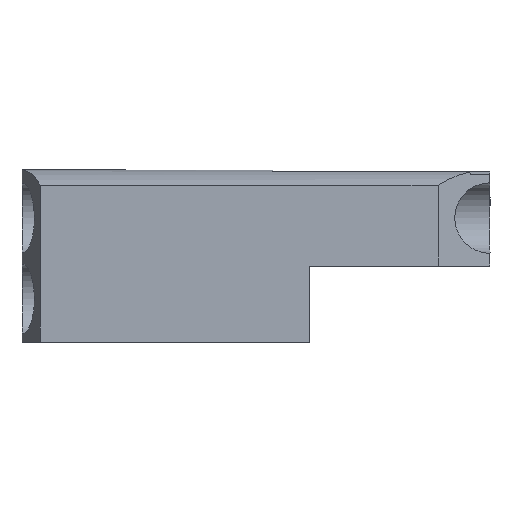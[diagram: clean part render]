
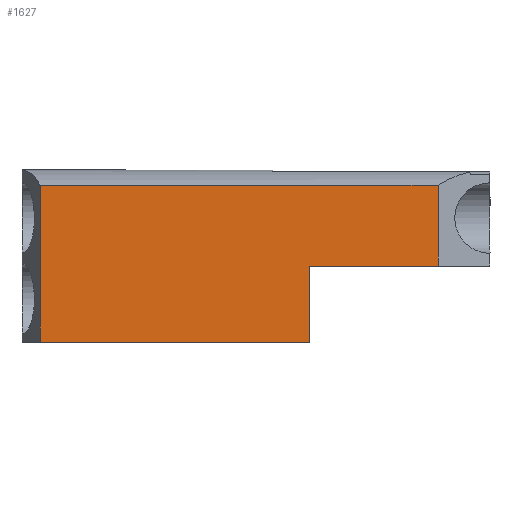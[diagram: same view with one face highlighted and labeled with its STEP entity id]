
A CAD part, front view. The second image highlights one B-rep face of the part: STEP entity #1627.
In plain terms, the highlighted planar face has unit normal (0, -1, 0).
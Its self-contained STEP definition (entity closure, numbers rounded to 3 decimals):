
#79=PLANE('',#1830);
#176=FACE_OUTER_BOUND('',#266,.T.);
#266=EDGE_LOOP('',(#1415,#1416,#1417,#1418,#1419,#1420));
#296=LINE('',#2483,#394);
#309=LINE('',#2530,#407);
#311=LINE('',#2546,#409);
#357=LINE('',#3355,#455);
#361=LINE('',#3366,#459);
#362=LINE('',#3367,#460);
#394=VECTOR('',#1976,1.);
#407=VECTOR('',#2023,1.);
#409=VECTOR('',#2039,1.);
#455=VECTOR('',#2271,1.);
#459=VECTOR('',#2281,1.);
#460=VECTOR('',#2282,1.);
#640=VERTEX_POINT('',#2479);
#642=VERTEX_POINT('',#2482);
#659=VERTEX_POINT('',#2528);
#666=VERTEX_POINT('',#2544);
#740=VERTEX_POINT('',#3354);
#744=VERTEX_POINT('',#3365);
#817=EDGE_CURVE('',#642,#640,#296,.T.);
#841=EDGE_CURVE('',#659,#640,#309,.T.);
#849=EDGE_CURVE('',#659,#666,#311,.T.);
#972=EDGE_CURVE('',#642,#740,#357,.T.);
#978=EDGE_CURVE('',#744,#666,#361,.T.);
#979=EDGE_CURVE('',#740,#744,#362,.T.);
#1415=ORIENTED_EDGE('',*,*,#978,.F.);
#1416=ORIENTED_EDGE('',*,*,#979,.F.);
#1417=ORIENTED_EDGE('',*,*,#972,.F.);
#1418=ORIENTED_EDGE('',*,*,#817,.T.);
#1419=ORIENTED_EDGE('',*,*,#841,.F.);
#1420=ORIENTED_EDGE('',*,*,#849,.T.);
#1627=ADVANCED_FACE('',(#176),#79,.F.);
#1830=AXIS2_PLACEMENT_3D('',#3364,#2279,#2280);
#1976=DIRECTION('',(0.,0.,-1.));
#2023=DIRECTION('',(-1.,0.,0.));
#2039=DIRECTION('',(0.,0.,1.));
#2271=DIRECTION('',(1.,0.,0.));
#2279=DIRECTION('center_axis',(0.,1.,0.));
#2280=DIRECTION('ref_axis',(0.,0.,1.));
#2281=DIRECTION('',(-1.,0.,0.));
#2282=DIRECTION('',(0.,0.,-1.));
#2479=CARTESIAN_POINT('',(-0.925,-4.92,-0.645));
#2482=CARTESIAN_POINT('',(-0.925,-4.92,0.171));
#2483=CARTESIAN_POINT('',(-0.925,-4.92,-0.39));
#2528=CARTESIAN_POINT('',(0.473,-4.92,-0.645));
#2530=CARTESIAN_POINT('',(-0.257,-4.92,-0.645));
#2544=CARTESIAN_POINT('',(0.473,-4.92,-0.25));
#2546=CARTESIAN_POINT('',(0.473,-4.92,-0.752));
#3354=CARTESIAN_POINT('',(1.143,-4.92,0.171));
#3355=CARTESIAN_POINT('',(1.273,-4.92,0.171));
#3364=CARTESIAN_POINT('Origin',(0.003,-4.92,-1.111));
#3365=CARTESIAN_POINT('',(1.143,-4.92,-0.25));
#3366=CARTESIAN_POINT('',(0.803,-4.92,-0.25));
#3367=CARTESIAN_POINT('',(1.143,-4.92,-0.805));
